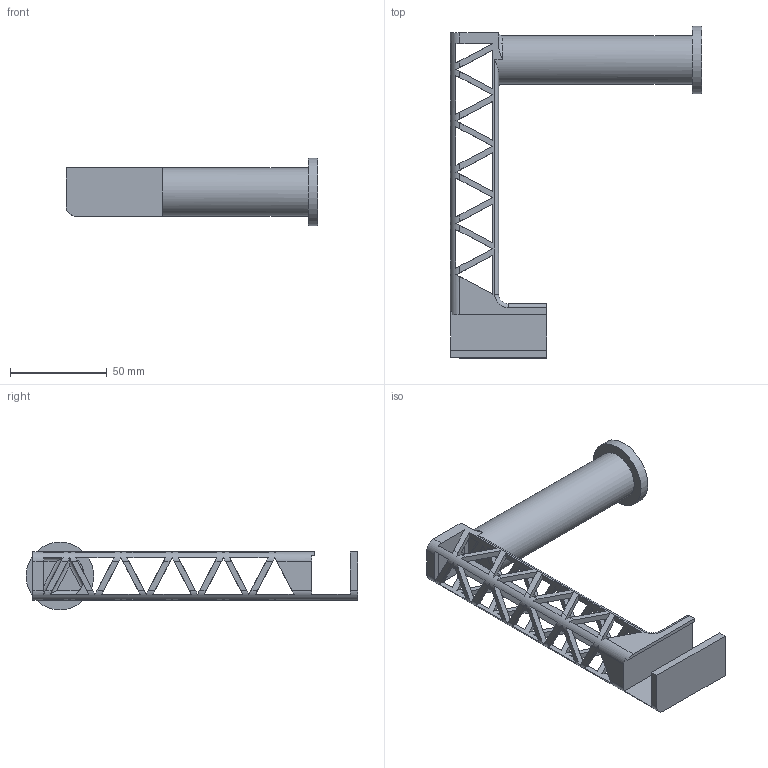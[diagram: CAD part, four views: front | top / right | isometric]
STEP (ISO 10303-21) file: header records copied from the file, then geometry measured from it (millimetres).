
FILE_DESCRIPTION(/* description */ ('STEP AP242','CAx-IF Rec.Pracs.---Representation and Presentation of Product Manufacturing Information (PMI)---4.0---2014-10-13','CAx-IF Rec.Pracs.---3D Tessellated Geometry---0.4---2014-09-14','2;1'),/* implementation_level */ '2;1');
FILE_NAME(/* name */ '6599d25905b4051a38c7096f',/* time_stamp */ '2024-01-06T22:21:13Z',/* author */ (''),/* organization */ (''),/* preprocessor_version */ 'ST-DEVELOPER v19.4',/* originating_system */ ' ',/* authorisation */ ' ');
FILE_SCHEMA (('AP242_MANAGED_MODEL_BASED_3D_ENGINEERING_MIM_LF { 1 0 10303 442 1 1 4 }'));
Length unit declared in the file: metre
Products named in the file (1): Part 1
Bounding box: 130 x 171.5 x 35 mm (x, y, z)
Volume: 88845.4 mm3; surface area: 37791.8 mm2
Topology: 1 solids, 1 shells, 152 faces, 654 edges, 413 vertices
Faces by surface type: plane 134, cylinder 14, torus 4
Full cylindrical faces by diameter (mm): 25 x1, 35 x1
Entity records: 6801 total; most frequent: CARTESIAN_POINT 1306, ORIENTED_EDGE 1302, DIRECTION 1048, EDGE_CURVE 651, LINE 510, VECTOR 510, VERTEX_POINT 412, AXIS2_PLACEMENT_3D 269
